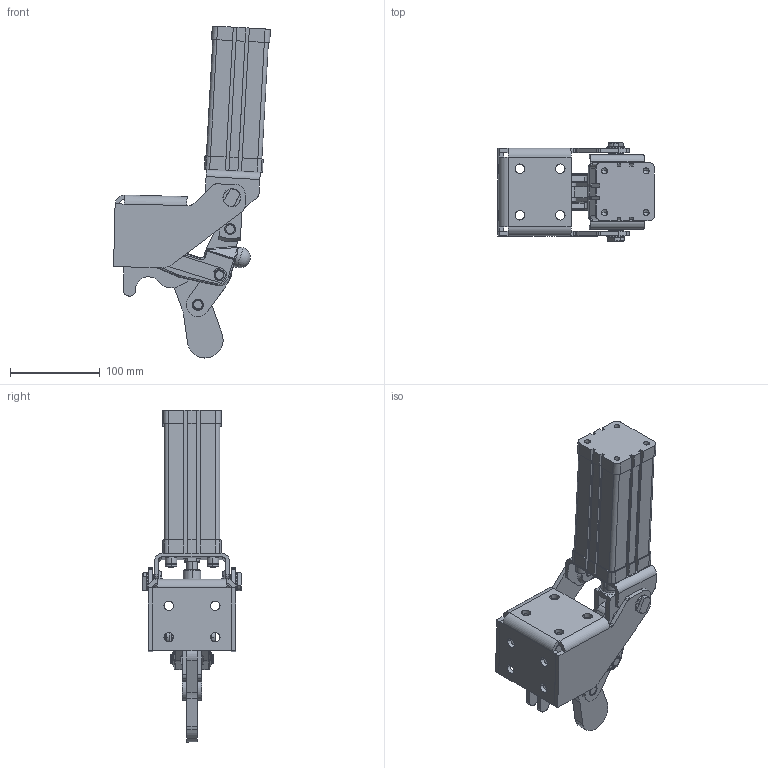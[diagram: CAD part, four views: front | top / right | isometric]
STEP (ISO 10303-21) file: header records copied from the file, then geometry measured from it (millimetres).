
FILE_DESCRIPTION((''),'2;1');
FILE_NAME('775.S-otevøená.stp','2005-09-28T13:49:10',('CAD'),(''),'Autodesk Inventor 8','Autodesk Inventor 8','');
FILE_SCHEMA(('AUTOMOTIVE_DESIGN { 1 0 10303 214 1 1 1 1 }'));
Length unit declared in the file: millimetre
Products named in the file (1): Part11
Bounding box: 174.93 x 110 x 370.24 mm (x, y, z)
Volume: 1086524.7 mm3; surface area: 219014.1 mm2
Topology: 1 solids, 123 shells, 2563 faces, 7350 edges, 4808 vertices
Faces by surface type: plane 1619, cylinder 515, bspline 220, cone 184, torus 20, sphere 5
Entity records: 86378 total; most frequent: CARTESIAN_POINT 22278, ORIENTED_EDGE 14644, DIRECTION 12588, EDGE_CURVE 7322, VERTEX_POINT 4806, AXIS2_PLACEMENT_3D 4576, VECTOR 3436, LINE 3436
